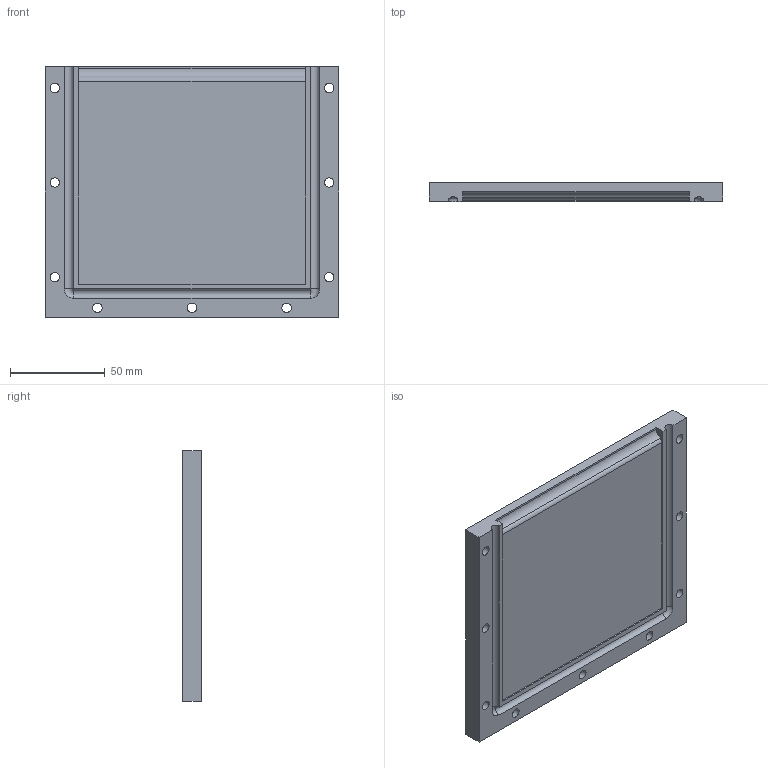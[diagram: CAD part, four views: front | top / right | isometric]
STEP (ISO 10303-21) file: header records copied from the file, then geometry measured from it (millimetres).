
FILE_DESCRIPTION(/* description */ ('STEP AP214'),/* implementation_level */ '2;1');
FILE_NAME(/* name */ '60537586236aae10432de231',/* time_stamp */ '2021-03-18T15:45:10+00:00',/* author */ (''),/* organization */ (''),/* preprocessor_version */ 'ST-DEVELOPER v18.1',/* originating_system */ ' ',/* authorisation */ ' ');
FILE_SCHEMA (('AUTOMOTIVE_DESIGN {1 0 10303 214 3 1 1}'));
Length unit declared in the file: metre
Products named in the file (1): Part 2
Bounding box: 155 x 10 x 132.5 mm (x, y, z)
Volume: 187163.8 mm3; surface area: 48818.6 mm2
Topology: 1 solids, 1 shells, 28 faces, 87 edges, 59 vertices
Faces by surface type: cylinder 14, plane 12, torus 2
Full cylindrical faces by diameter (mm): 5 x9
Entity records: 915 total; most frequent: DIRECTION 155, CARTESIAN_POINT 146, ORIENTED_EDGE 134, EDGE_CURVE 67, AXIS2_PLACEMENT_3D 59, EDGE_LOOP 55, FACE_BOUND 55, VERTEX_POINT 50
